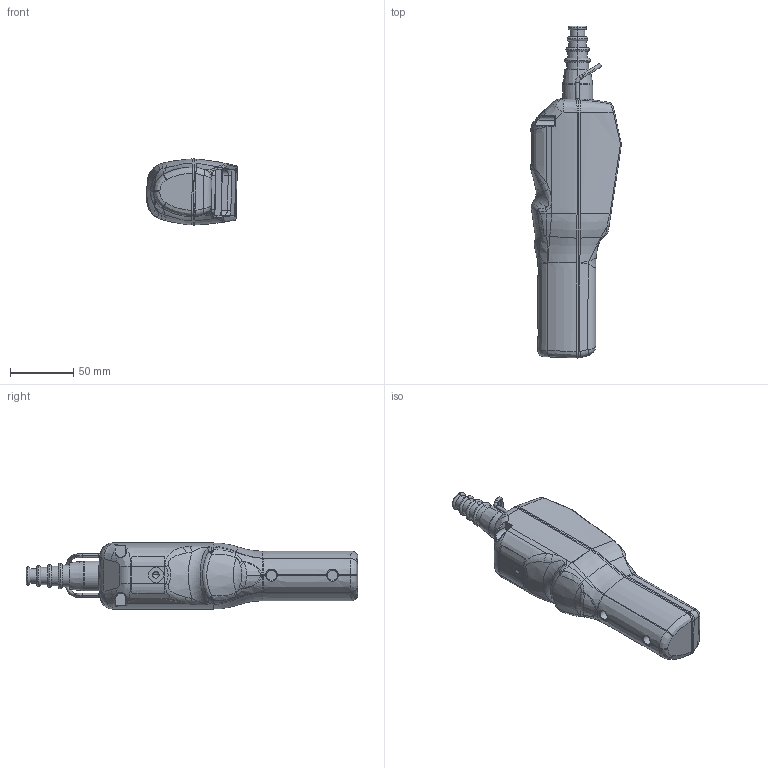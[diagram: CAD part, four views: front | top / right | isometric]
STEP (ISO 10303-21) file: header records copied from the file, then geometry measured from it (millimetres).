
FILE_DESCRIPTION(('STEP AP242'),'1');
FILE_NAME('xaca201.stp','2019-07-05T09:18:42',('TraceParts'),('TraceParts S.A.'),'Spatial InterOp 3D',' ',' ');
FILE_SCHEMA(('AP242_MANAGED_MODEL_BASED_3D_ENGINEERING_MIM_LF {1 0 10303 442 1 1 4}'));
Length unit declared in the file: millimetre
Products named in the file (1): xaca201_1
Bounding box: 71.37 x 261.45 x 52.04 mm (x, y, z)
Volume: 435163.9 mm3; surface area: 81060.1 mm2
Topology: 8 solids, 8 shells, 961 faces, 2406 edges, 1496 vertices
Faces by surface type: plane 339, cylinder 205, bspline 151, extrusion 123, torus 73, cone 64, sphere 6
Entity records: 38932 total; most frequent: CARTESIAN_POINT 17388, ORIENTED_EDGE 4798, DIRECTION 3880, EDGE_CURVE 2399, VERTEX_POINT 1496, AXIS2_PLACEMENT_3D 1309, VECTOR 1262, LINE 1139
